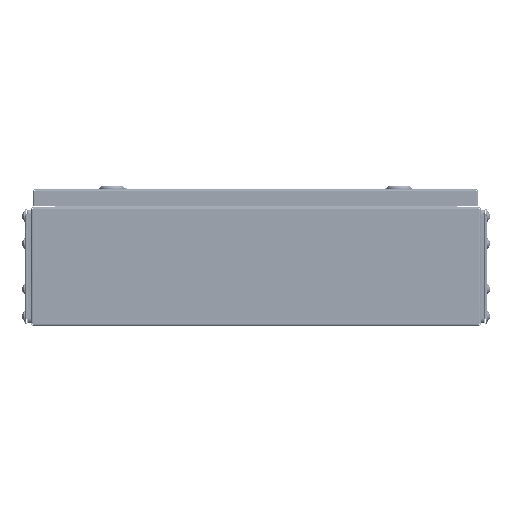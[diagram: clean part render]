
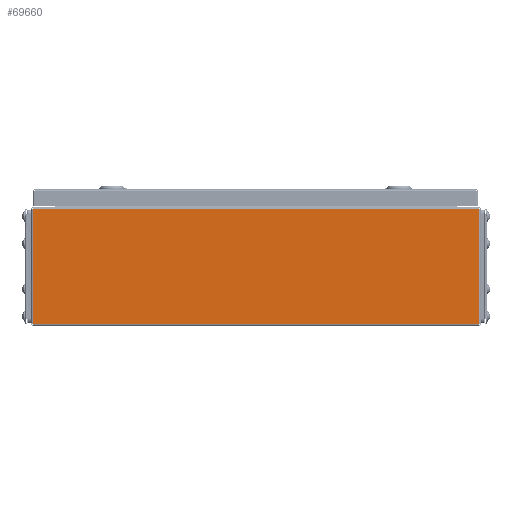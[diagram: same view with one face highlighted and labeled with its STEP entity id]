
A CAD part, left-side view. The second image highlights one B-rep face of the part: STEP entity #69660.
In plain terms, the highlighted planar face has unit normal (-1, 0, 0).
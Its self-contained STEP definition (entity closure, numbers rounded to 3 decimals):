
#328 = LINE ( 'NONE', #25518, #11965 ) ;
#8200 = FACE_OUTER_BOUND ( 'NONE', #30119, .T. ) ;
#11429 = VERTEX_POINT ( 'NONE', #52233 ) ;
#11965 = VECTOR ( 'NONE', #12319, 1000. ) ;
#12319 = DIRECTION ( 'NONE',  ( 0., 0., -1. ) ) ;
#15602 = CARTESIAN_POINT ( 'NONE',  ( -200., 0., 0. ) ) ;
#17064 = VECTOR ( 'NONE', #71397, 1000. ) ;
#17212 = ORIENTED_EDGE ( 'NONE', *, *, #76993, .F. ) ;
#18955 = LINE ( 'NONE', #38352, #79681 ) ;
#21788 = ORIENTED_EDGE ( 'NONE', *, *, #51221, .T. ) ;
#22568 = VERTEX_POINT ( 'NONE', #64556 ) ;
#25518 = CARTESIAN_POINT ( 'NONE',  ( -200., 245.5, 0. ) ) ;
#26265 = VERTEX_POINT ( 'NONE', #59963 ) ;
#26517 = VECTOR ( 'NONE', #74608, 1000. ) ;
#28804 = PLANE ( 'NONE',  #57663 ) ;
#30119 = EDGE_LOOP ( 'NONE', ( #43765, #41214, #17212, #21788 ) ) ;
#32927 = CARTESIAN_POINT ( 'NONE',  ( -200., 245.5, 1. ) ) ;
#37944 = DIRECTION ( 'NONE',  ( 0., 1., 0. ) ) ;
#38352 = CARTESIAN_POINT ( 'NONE',  ( -200., -245.5, 127.5 ) ) ;
#41214 = ORIENTED_EDGE ( 'NONE', *, *, #57815, .T. ) ;
#42462 = EDGE_CURVE ( 'NONE', #22568, #26265, #18955, .T. ) ;
#43765 = ORIENTED_EDGE ( 'NONE', *, *, #42462, .T. ) ;
#51221 = EDGE_CURVE ( 'NONE', #11429, #22568, #53212, .T. ) ;
#52233 = CARTESIAN_POINT ( 'NONE',  ( -200., -245.5, 1. ) ) ;
#53212 = LINE ( 'NONE', #71816, #17064 ) ;
#53958 = DIRECTION ( 'NONE',  ( 1., 0., 0. ) ) ;
#57663 = AXIS2_PLACEMENT_3D ( 'NONE', #15602, #53958, #72565 ) ;
#57815 = EDGE_CURVE ( 'NONE', #26265, #75011, #328, .T. ) ;
#59963 = CARTESIAN_POINT ( 'NONE',  ( -200., 245.5, 127.5 ) ) ;
#64556 = CARTESIAN_POINT ( 'NONE',  ( -200., -245.5, 127.5 ) ) ;
#69660 = ADVANCED_FACE ( 'NONE', ( #8200 ), #28804, .F. ) ;
#71397 = DIRECTION ( 'NONE',  ( 0., 0., 1. ) ) ;
#71816 = CARTESIAN_POINT ( 'NONE',  ( -200., -245.5, 0. ) ) ;
#72565 = DIRECTION ( 'NONE',  ( 0., 0., -1. ) ) ;
#74608 = DIRECTION ( 'NONE',  ( 0., 1., 0. ) ) ;
#75011 = VERTEX_POINT ( 'NONE', #32927 ) ;
#76993 = EDGE_CURVE ( 'NONE', #11429, #75011, #79955, .T. ) ;
#79681 = VECTOR ( 'NONE', #37944, 1000. ) ;
#79955 = LINE ( 'NONE', #81209, #26517 ) ;
#81209 = CARTESIAN_POINT ( 'NONE',  ( -200., 245.5, 1. ) ) ;
